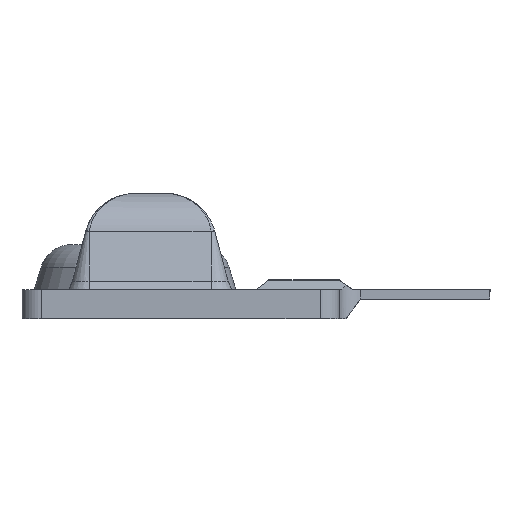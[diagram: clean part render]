
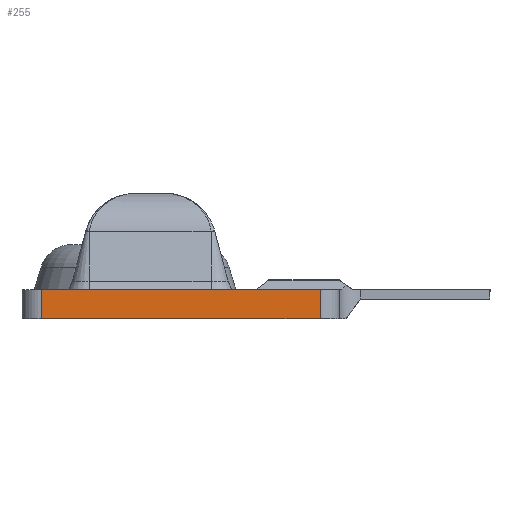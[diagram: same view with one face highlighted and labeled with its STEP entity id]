
A CAD part, left-side view. The second image highlights one B-rep face of the part: STEP entity #255.
In plain terms, the highlighted planar face has unit normal (-1, 0, 0).
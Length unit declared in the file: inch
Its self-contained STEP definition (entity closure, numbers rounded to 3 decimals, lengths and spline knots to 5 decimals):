
#255 = ADVANCED_FACE ( 'NONE', ( #362 ), #750, .T. ) ;
#362 = FACE_OUTER_BOUND ( 'NONE', #3055, .T. ) ;
#750 = PLANE ( 'NONE',  #1053 ) ;
#751 = CARTESIAN_POINT ( 'NONE',  ( -0.465, 0.585, -0.53 ) ) ;
#752 = DIRECTION ( 'NONE',  ( -1., 0., 0. ) ) ;
#753 = DIRECTION ( 'NONE',  ( 0., 0., 1. ) ) ;
#1053 = AXIS2_PLACEMENT_3D ( 'NONE', #751, #752, #753 ) ;
#1242 = ORIENTED_EDGE ( 'NONE', *, *, #2936, .T. ) ;
#1246 = ORIENTED_EDGE ( 'NONE', *, *, #1541, .F. ) ;
#1248 = ORIENTED_EDGE ( 'NONE', *, *, #2938, .T. ) ;
#1263 = ORIENTED_EDGE ( 'NONE', *, *, #2934, .T. ) ;
#1541 = EDGE_CURVE ( 'NONE', #5464, #5463, #6794, .T. ) ;
#1706 = LINE ( 'NONE', #2046, #4904 ) ;
#1708 = LINE ( 'NONE', #2050, #4906 ) ;
#1710 = LINE ( 'NONE', #2054, #4908 ) ;
#2046 = CARTESIAN_POINT ( 'NONE',  ( -0.465, 0.145, -0.04548 ) ) ;
#2047 = DIRECTION ( 'NONE',  ( 0., -1., 0. ) ) ;
#2050 = CARTESIAN_POINT ( 'NONE',  ( -0.465, -0.32, 0. ) ) ;
#2051 = DIRECTION ( 'NONE',  ( 0., 0., 1. ) ) ;
#2054 = CARTESIAN_POINT ( 'NONE',  ( -0.465, 0.115, -0.04548 ) ) ;
#2055 = DIRECTION ( 'NONE',  ( 0., 0., -1. ) ) ;
#2186 = CARTESIAN_POINT ( 'NONE',  ( -0.465, -0.32, 0. ) ) ;
#2187 = CARTESIAN_POINT ( 'NONE',  ( -0.465, 0.115, 0. ) ) ;
#2633 = CARTESIAN_POINT ( 'NONE',  ( -0.465, 0.115, -0.04548 ) ) ;
#2634 = CARTESIAN_POINT ( 'NONE',  ( -0.465, -0.32, -0.04548 ) ) ;
#2934 = EDGE_CURVE ( 'NONE', #5692, #5694, #1706, .T. ) ;
#2936 = EDGE_CURVE ( 'NONE', #5694, #5463, #1708, .T. ) ;
#2938 = EDGE_CURVE ( 'NONE', #5464, #5692, #1710, .T. ) ;
#3055 = EDGE_LOOP ( 'NONE', ( #1263, #1242, #1246, #1248 ) ) ;
#3197 = CARTESIAN_POINT ( 'NONE',  ( -0.465, 0.585, 0. ) ) ;
#3198 = DIRECTION ( 'NONE',  ( 0., -1., 0. ) ) ;
#4620 = VECTOR ( 'NONE', #3198, 39.37008 ) ;
#4904 = VECTOR ( 'NONE', #2047, 39.37008 ) ;
#4906 = VECTOR ( 'NONE', #2051, 39.37008 ) ;
#4908 = VECTOR ( 'NONE', #2055, 39.37008 ) ;
#5463 = VERTEX_POINT ( 'NONE', #2186 ) ;
#5464 = VERTEX_POINT ( 'NONE', #2187 ) ;
#5692 = VERTEX_POINT ( 'NONE', #2633 ) ;
#5694 = VERTEX_POINT ( 'NONE', #2634 ) ;
#6794 = LINE ( 'NONE', #3197, #4620 ) ;
